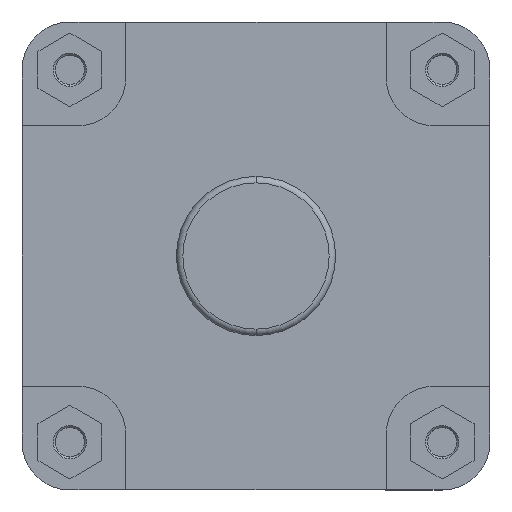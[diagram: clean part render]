
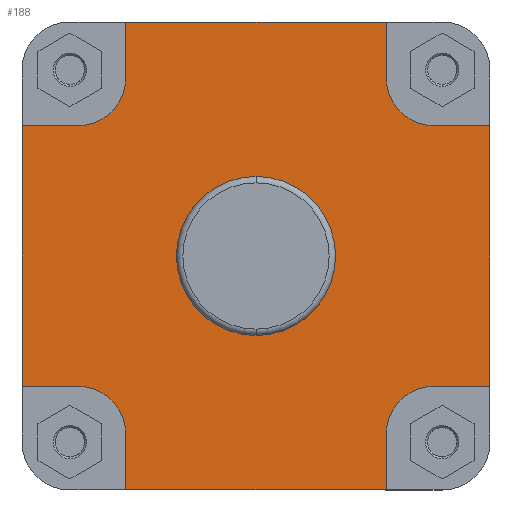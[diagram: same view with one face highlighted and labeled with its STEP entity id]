
A CAD part, left-side view. The second image highlights one B-rep face of the part: STEP entity #188.
In plain terms, the highlighted planar face has unit normal (-1, 0, 0).
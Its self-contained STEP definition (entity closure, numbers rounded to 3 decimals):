
#188 = ADVANCED_FACE ( 'NONE', ( #2806, #2802 ), #3074, .F. ) ;
#216 = ORIENTED_EDGE ( 'NONE', *, *, #6391, .T. ) ;
#223 = ORIENTED_EDGE ( 'NONE', *, *, #6392, .F. ) ;
#232 = ORIENTED_EDGE ( 'NONE', *, *, #6390, .F. ) ;
#244 = ORIENTED_EDGE ( 'NONE', *, *, #6394, .F. ) ;
#257 = ORIENTED_EDGE ( 'NONE', *, *, #6396, .F. ) ;
#259 = ORIENTED_EDGE ( 'NONE', *, *, #6024, .F. ) ;
#262 = ORIENTED_EDGE ( 'NONE', *, *, #6450, .F. ) ;
#271 = ORIENTED_EDGE ( 'NONE', *, *, #6393, .T. ) ;
#932 = VERTEX_POINT ( 'NONE', #3274 ) ;
#1092 = VERTEX_POINT ( 'NONE', #3317 ) ;
#1107 = VERTEX_POINT ( 'NONE', #3322 ) ;
#1127 = VERTEX_POINT ( 'NONE', #3335 ) ;
#1131 = VERTEX_POINT ( 'NONE', #3338 ) ;
#1135 = VERTEX_POINT ( 'NONE', #3342 ) ;
#1139 = VERTEX_POINT ( 'NONE', #3346 ) ;
#1221 = VERTEX_POINT ( 'NONE', #3403 ) ;
#1223 = VERTEX_POINT ( 'NONE', #3405 ) ;
#1224 = VERTEX_POINT ( 'NONE', #3406 ) ;
#1269 = VERTEX_POINT ( 'NONE', #3432 ) ;
#1272 = VERTEX_POINT ( 'NONE', #3433 ) ;
#1308 = VERTEX_POINT ( 'NONE', #3457 ) ;
#1449 = VERTEX_POINT ( 'NONE', #3533 ) ;
#1459 = VERTEX_POINT ( 'NONE', #3542 ) ;
#1484 = VERTEX_POINT ( 'NONE', #3564 ) ;
#1485 = VERTEX_POINT ( 'NONE', #3565 ) ;
#1486 = VERTEX_POINT ( 'NONE', #3566 ) ;
#1858 = ORIENTED_EDGE ( 'NONE', *, *, #6389, .F. ) ;
#1859 = ORIENTED_EDGE ( 'NONE', *, *, #6388, .F. ) ;
#1860 = ORIENTED_EDGE ( 'NONE', *, *, #6385, .F. ) ;
#1861 = ORIENTED_EDGE ( 'NONE', *, *, #6384, .F. ) ;
#1863 = ORIENTED_EDGE ( 'NONE', *, *, #6387, .F. ) ;
#1864 = ORIENTED_EDGE ( 'NONE', *, *, #6380, .F. ) ;
#1865 = ORIENTED_EDGE ( 'NONE', *, *, #6381, .F. ) ;
#1866 = ORIENTED_EDGE ( 'NONE', *, *, #6383, .F. ) ;
#1867 = ORIENTED_EDGE ( 'NONE', *, *, #6386, .F. ) ;
#1868 = ORIENTED_EDGE ( 'NONE', *, *, #6382, .F. ) ;
#2173 = EDGE_LOOP ( 'NONE', ( #259, #262 ) ) ;
#2226 = EDGE_LOOP ( 'NONE', ( #271, #223, #257, #244, #216, #232, #1858, #1859, #1863, #1867, #1860, #1861, #1866, #1868, #1865, #1864 ) ) ;
#2802 = FACE_OUTER_BOUND ( 'NONE', #2226, .T. ) ;
#2806 = FACE_BOUND ( 'NONE', #2173, .T. ) ;
#3062 = CARTESIAN_POINT ( 'NONE',  ( 65., 37.4, 0. ) ) ;
#3074 = PLANE ( 'NONE',  #6677 ) ;
#3075 = DIRECTION ( 'NONE',  ( 1., 0., 0. ) ) ;
#3076 = DIRECTION ( 'NONE',  ( 0., 0., -1. ) ) ;
#3274 = CARTESIAN_POINT ( 'NONE',  ( 65., -110., -61.25 ) ) ;
#3317 = CARTESIAN_POINT ( 'NONE',  ( 65., -61.25, 110. ) ) ;
#3322 = CARTESIAN_POINT ( 'NONE',  ( 65., 83.75, -61.25 ) ) ;
#3335 = CARTESIAN_POINT ( 'NONE',  ( 65., -61.25, 83.75 ) ) ;
#3338 = CARTESIAN_POINT ( 'NONE',  ( 65., 61.25, 83.75 ) ) ;
#3342 = CARTESIAN_POINT ( 'NONE',  ( 65., -83.75, -61.25 ) ) ;
#3346 = CARTESIAN_POINT ( 'NONE',  ( 65., 61.25, 110. ) ) ;
#3403 = CARTESIAN_POINT ( 'NONE',  ( 65., 61.25, -110. ) ) ;
#3405 = CARTESIAN_POINT ( 'NONE',  ( 65., -61.25, -110. ) ) ;
#3406 = CARTESIAN_POINT ( 'NONE',  ( 65., -61.25, -83.75 ) ) ;
#3432 = CARTESIAN_POINT ( 'NONE',  ( 65., 0., 37.4 ) ) ;
#3433 = CARTESIAN_POINT ( 'NONE',  ( 65., 61.25, -83.75 ) ) ;
#3457 = CARTESIAN_POINT ( 'NONE',  ( 65., 0., -37.4 ) ) ;
#3533 = CARTESIAN_POINT ( 'NONE',  ( 65., 110., -61.25 ) ) ;
#3542 = CARTESIAN_POINT ( 'NONE',  ( 65., 110., 61.25 ) ) ;
#3564 = CARTESIAN_POINT ( 'NONE',  ( 65., -110., 61.25 ) ) ;
#3565 = CARTESIAN_POINT ( 'NONE',  ( 65., 83.75, 61.25 ) ) ;
#3566 = CARTESIAN_POINT ( 'NONE',  ( 65., -83.75, 61.25 ) ) ;
#3847 = CARTESIAN_POINT ( 'NONE',  ( 65., 0., 0. ) ) ;
#3848 = DIRECTION ( 'NONE',  ( -1., 0., 0. ) ) ;
#3849 = DIRECTION ( 'NONE',  ( 0., 0., 1. ) ) ;
#4395 = CIRCLE ( 'NONE', #6757, 37.4 ) ;
#4964 = LINE ( 'NONE', #5631, #4966 ) ;
#4965 = LINE ( 'NONE', #5641, #4971 ) ;
#4966 = VECTOR ( 'NONE', #5632, 1000. ) ;
#4968 = LINE ( 'NONE', #5626, #4969 ) ;
#4969 = VECTOR ( 'NONE', #5627, 1000. ) ;
#4970 = LINE ( 'NONE', #5649, #4978 ) ;
#4971 = VECTOR ( 'NONE', #5642, 1000. ) ;
#4972 = CIRCLE ( 'NONE', #6882, 22.5 ) ;
#4973 = LINE ( 'NONE', #5633, #4974 ) ;
#4974 = VECTOR ( 'NONE', #5634, 1000. ) ;
#4975 = LINE ( 'NONE', #5636, #4976 ) ;
#4976 = VECTOR ( 'NONE', #5637, 1000. ) ;
#4978 = VECTOR ( 'NONE', #5650, 1000. ) ;
#4979 = CIRCLE ( 'NONE', #6889, 22.5 ) ;
#4980 = LINE ( 'NONE', #5643, #4981 ) ;
#4981 = VECTOR ( 'NONE', #5644, 1000. ) ;
#4982 = LINE ( 'NONE', #5645, #4983 ) ;
#4983 = VECTOR ( 'NONE', #5646, 1000. ) ;
#4985 = LINE ( 'NONE', #5638, #4989 ) ;
#4986 = CIRCLE ( 'NONE', #6890, 22.5 ) ;
#4987 = LINE ( 'NONE', #5651, #4988 ) ;
#4988 = VECTOR ( 'NONE', #5652, 1000. ) ;
#4989 = VECTOR ( 'NONE', #5654, 1000. ) ;
#4991 = LINE ( 'NONE', #5655, #4992 ) ;
#4992 = VECTOR ( 'NONE', #5656, 1000. ) ;
#4993 = LINE ( 'NONE', #5657, #4994 ) ;
#4994 = VECTOR ( 'NONE', #5658, 1000. ) ;
#4997 = CIRCLE ( 'NONE', #6888, 22.5 ) ;
#5083 = CIRCLE ( 'NONE', #6907, 37.4 ) ;
#5616 = CARTESIAN_POINT ( 'NONE',  ( 65., 83.75, -83.75 ) ) ;
#5621 = CARTESIAN_POINT ( 'NONE',  ( 65., 83.75, 83.75 ) ) ;
#5626 = CARTESIAN_POINT ( 'NONE',  ( 65., 61.25, -110. ) ) ;
#5627 = DIRECTION ( 'NONE',  ( 0., 0., 1. ) ) ;
#5628 = CARTESIAN_POINT ( 'NONE',  ( 65., -83.75, 83.75 ) ) ;
#5629 = DIRECTION ( 'NONE',  ( -1., 0., 0. ) ) ;
#5630 = DIRECTION ( 'NONE',  ( 0., 0., -1. ) ) ;
#5631 = CARTESIAN_POINT ( 'NONE',  ( 65., 83.75, -61.25 ) ) ;
#5632 = DIRECTION ( 'NONE',  ( 0., 1., 0. ) ) ;
#5633 = CARTESIAN_POINT ( 'NONE',  ( 65., 110., 0. ) ) ;
#5634 = DIRECTION ( 'NONE',  ( 0., 0., 1. ) ) ;
#5636 = CARTESIAN_POINT ( 'NONE',  ( 65., 110., 61.25 ) ) ;
#5637 = DIRECTION ( 'NONE',  ( 0., -1., 0. ) ) ;
#5638 = CARTESIAN_POINT ( 'NONE',  ( 65., -61.25, -83.75 ) ) ;
#5639 = DIRECTION ( 'NONE',  ( -1., 0., 0. ) ) ;
#5640 = DIRECTION ( 'NONE',  ( 0., 0., -1. ) ) ;
#5641 = CARTESIAN_POINT ( 'NONE',  ( 65., 61.25, 83.75 ) ) ;
#5642 = DIRECTION ( 'NONE',  ( 0., 0., 1. ) ) ;
#5643 = CARTESIAN_POINT ( 'NONE',  ( 65., -242.141, 110. ) ) ;
#5644 = DIRECTION ( 'NONE',  ( 0., -1., 0. ) ) ;
#5645 = CARTESIAN_POINT ( 'NONE',  ( 65., -61.25, 110. ) ) ;
#5646 = DIRECTION ( 'NONE',  ( 0., 0., -1. ) ) ;
#5647 = DIRECTION ( 'NONE',  ( -1., 0., 0. ) ) ;
#5648 = DIRECTION ( 'NONE',  ( 0., 0., -1. ) ) ;
#5649 = CARTESIAN_POINT ( 'NONE',  ( 65., -83.75, 61.25 ) ) ;
#5650 = DIRECTION ( 'NONE',  ( 0., -1., 0. ) ) ;
#5651 = CARTESIAN_POINT ( 'NONE',  ( 65., -110., 0. ) ) ;
#5652 = DIRECTION ( 'NONE',  ( 0., 0., 1. ) ) ;
#5654 = DIRECTION ( 'NONE',  ( 0., 0., -1. ) ) ;
#5655 = CARTESIAN_POINT ( 'NONE',  ( 65., -242.141, -110. ) ) ;
#5656 = DIRECTION ( 'NONE',  ( 0., -1., 0. ) ) ;
#5657 = CARTESIAN_POINT ( 'NONE',  ( 65., -110., -61.25 ) ) ;
#5658 = DIRECTION ( 'NONE',  ( 0., 1., 0. ) ) ;
#5662 = CARTESIAN_POINT ( 'NONE',  ( 65., -83.75, -83.75 ) ) ;
#5663 = DIRECTION ( 'NONE',  ( -1., 0., 0. ) ) ;
#5664 = DIRECTION ( 'NONE',  ( 0., 0., -1. ) ) ;
#5812 = CARTESIAN_POINT ( 'NONE',  ( 65., 0., 0. ) ) ;
#5823 = DIRECTION ( 'NONE',  ( -1., 0., 0. ) ) ;
#5824 = DIRECTION ( 'NONE',  ( 0., 0., 1. ) ) ;
#6024 = EDGE_CURVE ( 'NONE', #1269, #1308, #4395, .T. ) ;
#6380 = EDGE_CURVE ( 'NONE', #1221, #1272, #4968, .T. ) ;
#6381 = EDGE_CURVE ( 'NONE', #1272, #1107, #4972, .T. ) ;
#6382 = EDGE_CURVE ( 'NONE', #1107, #1449, #4964, .T. ) ;
#6383 = EDGE_CURVE ( 'NONE', #1449, #1459, #4973, .T. ) ;
#6384 = EDGE_CURVE ( 'NONE', #1459, #1485, #4975, .T. ) ;
#6385 = EDGE_CURVE ( 'NONE', #1485, #1131, #4979, .T. ) ;
#6386 = EDGE_CURVE ( 'NONE', #1131, #1139, #4965, .T. ) ;
#6387 = EDGE_CURVE ( 'NONE', #1139, #1092, #4980, .T. ) ;
#6388 = EDGE_CURVE ( 'NONE', #1092, #1127, #4982, .T. ) ;
#6389 = EDGE_CURVE ( 'NONE', #1127, #1486, #4986, .T. ) ;
#6390 = EDGE_CURVE ( 'NONE', #1486, #1484, #4970, .T. ) ;
#6391 = EDGE_CURVE ( 'NONE', #932, #1484, #4987, .T. ) ;
#6392 = EDGE_CURVE ( 'NONE', #1224, #1223, #4985, .T. ) ;
#6393 = EDGE_CURVE ( 'NONE', #1221, #1223, #4991, .T. ) ;
#6394 = EDGE_CURVE ( 'NONE', #932, #1135, #4993, .T. ) ;
#6396 = EDGE_CURVE ( 'NONE', #1135, #1224, #4997, .T. ) ;
#6450 = EDGE_CURVE ( 'NONE', #1308, #1269, #5083, .T. ) ;
#6677 = AXIS2_PLACEMENT_3D ( 'NONE', #3062, #3075, #3076 ) ;
#6757 = AXIS2_PLACEMENT_3D ( 'NONE', #3847, #3848, #3849 ) ;
#6882 = AXIS2_PLACEMENT_3D ( 'NONE', #5616, #5629, #5630 ) ;
#6888 = AXIS2_PLACEMENT_3D ( 'NONE', #5662, #5663, #5664 ) ;
#6889 = AXIS2_PLACEMENT_3D ( 'NONE', #5621, #5639, #5640 ) ;
#6890 = AXIS2_PLACEMENT_3D ( 'NONE', #5628, #5647, #5648 ) ;
#6907 = AXIS2_PLACEMENT_3D ( 'NONE', #5812, #5823, #5824 ) ;
